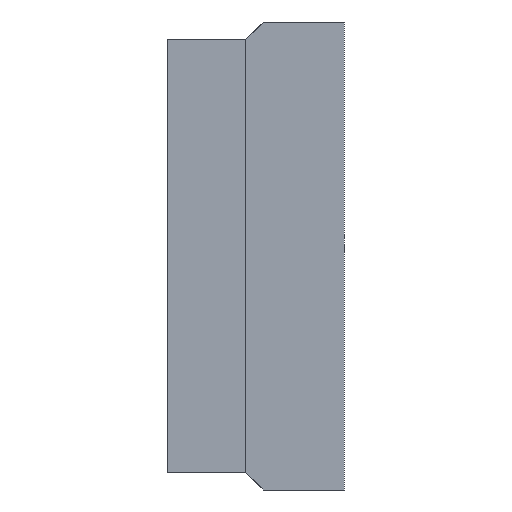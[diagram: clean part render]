
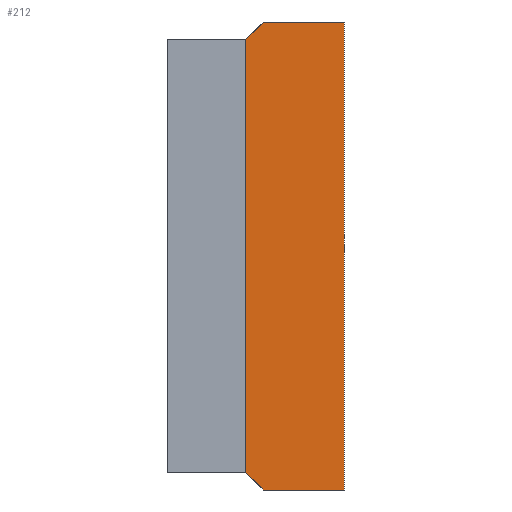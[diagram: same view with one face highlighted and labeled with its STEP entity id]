
A CAD part, front view. The second image highlights one B-rep face of the part: STEP entity #212.
In plain terms, the highlighted planar face has unit normal (0, -1, 0).
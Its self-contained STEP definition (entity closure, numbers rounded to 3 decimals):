
#212=ADVANCED_FACE('',(#261),#238,.T.);
#238=PLANE('',#742);
#261=FACE_OUTER_BOUND('',#287,.T.);
#287=EDGE_LOOP('',(#380,#381,#382,#383,#384,#385));
#380=ORIENTED_EDGE('',*,*,#534,.F.);
#381=ORIENTED_EDGE('',*,*,#535,.T.);
#382=ORIENTED_EDGE('',*,*,#518,.T.);
#383=ORIENTED_EDGE('',*,*,#533,.T.);
#384=ORIENTED_EDGE('',*,*,#520,.F.);
#385=ORIENTED_EDGE('',*,*,#536,.T.);
#462=VERTEX_POINT('',#971);
#463=VERTEX_POINT('',#974);
#464=VERTEX_POINT('',#978);
#465=VERTEX_POINT('',#980);
#474=VERTEX_POINT('',#1008);
#475=VERTEX_POINT('',#1009);
#518=EDGE_CURVE('',#462,#463,#583,.T.);
#520=EDGE_CURVE('',#464,#465,#585,.T.);
#533=EDGE_CURVE('',#463,#465,#597,.T.);
#534=EDGE_CURVE('',#474,#475,#598,.T.);
#535=EDGE_CURVE('',#474,#462,#599,.T.);
#536=EDGE_CURVE('',#464,#475,#600,.T.);
#583=LINE('',#975,#645);
#585=LINE('',#979,#647);
#597=LINE('',#1005,#659);
#598=LINE('',#1007,#660);
#599=LINE('',#1010,#661);
#600=LINE('',#1011,#662);
#645=VECTOR('',#826,1.);
#647=VECTOR('',#830,1.);
#659=VECTOR('',#852,1.);
#660=VECTOR('',#855,1.);
#661=VECTOR('',#856,1.);
#662=VECTOR('',#857,1.);
#742=AXIS2_PLACEMENT_3D('',#1012,#858,#859);
#826=DIRECTION('',(1.,0.,0.));
#830=DIRECTION('',(1.,0.,0.));
#852=DIRECTION('',(0.,0.,1.));
#855=DIRECTION('',(0.,0.,1.));
#856=DIRECTION('',(0.707,0.,-0.707));
#857=DIRECTION('',(-0.707,0.,-0.707));
#858=DIRECTION('',(0.,-1.,0.));
#859=DIRECTION('',(0.,0.,1.));
#971=CARTESIAN_POINT('',(3.5,-20.22,-91.5));
#974=CARTESIAN_POINT('',(20.,-20.22,-91.5));
#975=CARTESIAN_POINT('',(0.,-20.22,-91.5));
#978=CARTESIAN_POINT('',(3.5,-20.22,3.5));
#979=CARTESIAN_POINT('',(0.,-20.22,3.5));
#980=CARTESIAN_POINT('',(20.,-20.22,3.5));
#1005=CARTESIAN_POINT('',(20.,-20.22,-91.5));
#1007=CARTESIAN_POINT('',(0.,-20.22,-91.5));
#1008=CARTESIAN_POINT('',(0.,-20.22,-88.));
#1009=CARTESIAN_POINT('',(0.,-20.22,0.));
#1010=CARTESIAN_POINT('',(1.75,-20.22,-89.75));
#1011=CARTESIAN_POINT('',(-45.75,-20.22,-45.75));
#1012=CARTESIAN_POINT('',(0.,-20.22,-91.5));
